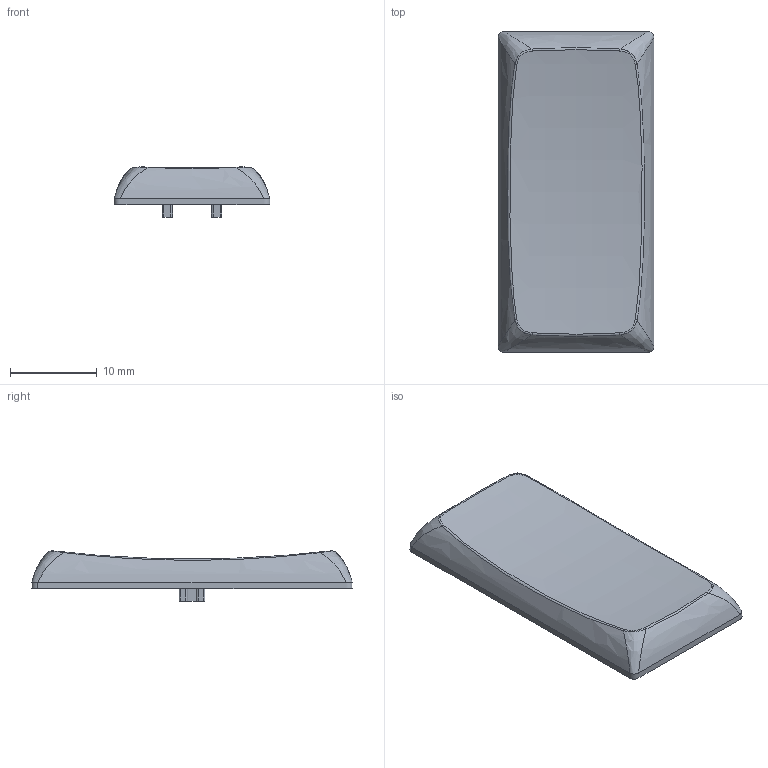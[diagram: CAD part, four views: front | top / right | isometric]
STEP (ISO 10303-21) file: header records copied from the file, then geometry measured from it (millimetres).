
FILE_DESCRIPTION(/* description */ (''),/* implementation_level */ '2;1');
FILE_NAME(/* name */ '200_vertical',/* time_stamp */ '2022-08-28T20:36:25+02:00',/* author */ (''),/* organization */ (''),/* preprocessor_version */ 'ST-DEVELOPER v16.5',/* originating_system */ 'Rhino 7.21',/* authorisation */ '');
FILE_SCHEMA (('CONFIG_CONTROL_DESIGN'));
Length unit declared in the file: millimetre
Products named in the file (1): Document
Bounding box: 18 x 37 x 5.78 mm (x, y, z)
Volume: 1126.8 mm3; surface area: 2054.2 mm2
Topology: 1 solids, 1 shells, 190 faces, 496 edges, 316 vertices
Faces by surface type: plane 100, cylinder 60, bspline 30
Entity records: 8775 total; most frequent: CARTESIAN_POINT 5512, ORIENTED_EDGE 992, EDGE_CURVE 496, VERTEX_POINT 316, B_SPLINE_CURVE_WITH_KNOTS 291, EDGE_LOOP 198, ADVANCED_FACE 190, FACE_OUTER_BOUND 190
